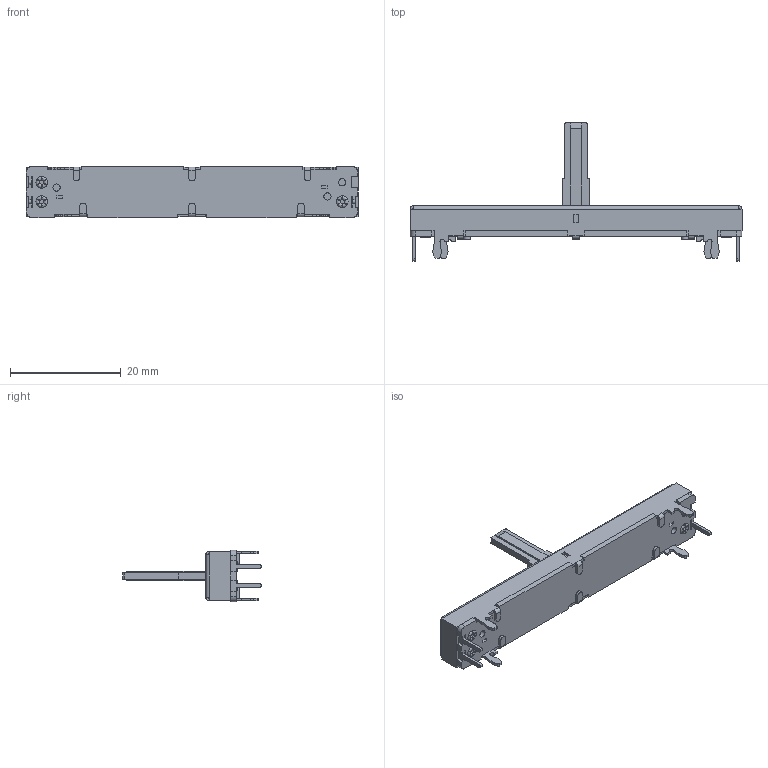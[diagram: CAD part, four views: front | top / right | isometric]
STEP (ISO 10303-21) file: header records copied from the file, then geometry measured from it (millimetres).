
FILE_DESCRIPTION((''),'2;1');
FILE_NAME('PTA4543-CP','2014-08-04T',('RICKB'),('Bourns, Inc.'),'PRO/ENGINEER BY PARAMETRIC TECHNOLOGY CORPORATION, 2012230','PRO/ENGINEER BY PARAMETRIC TECHNOLOGY CORPORATION, 2012230','');
FILE_SCHEMA(('CONFIG_CONTROL_DESIGN'));
Length unit declared in the file: millimetre
Products named in the file (1): PTA4543-CP
Bounding box: 60 x 25 x 9.3 mm (x, y, z)
Volume: 2925.5 mm3; surface area: 3914.6 mm2
Topology: 1 solids, 1 shells, 393 faces, 1122 edges, 708 vertices
Faces by surface type: plane 288, cylinder 89, torus 16
Entity records: 13275 total; most frequent: CARTESIAN_POINT 2824, ORIENTED_EDGE 2244, DIRECTION 2081, EDGE_CURVE 1122, VECTOR 843, LINE 843, VERTEX_POINT 708, AXIS2_PLACEMENT_3D 619
